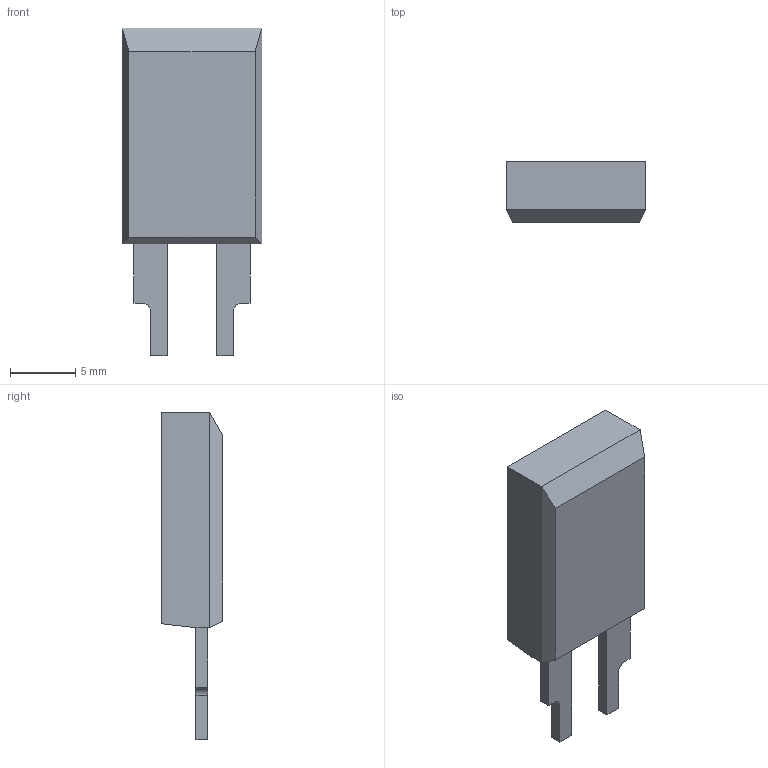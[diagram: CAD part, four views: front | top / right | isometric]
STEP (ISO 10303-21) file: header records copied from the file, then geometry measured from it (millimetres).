
FILE_DESCRIPTION((''),'2;1');
FILE_NAME('RES_CADDOCK_MP2060.stp','2009-06-02T17:06:50',(''),(''),'Mechanical Desktop 2006','Mechanical Desktop 2006',', , ');
FILE_SCHEMA(('AUTOMOTIVE_DESIGN { 1 2 10303 214 0 1 1 1 }'));
Length unit declared in the file: millimetre
Products named in the file (1): Product
Bounding box: 10.67 x 4.71 x 25.12 mm (x, y, z)
Volume: 836.1 mm3; surface area: 684.9 mm2
Topology: 3 solids, 3 shells, 31 faces, 71 edges, 46 vertices
Faces by surface type: plane 27, cylinder 4
Entity records: 911 total; most frequent: CARTESIAN_POINT 149, DIRECTION 143, ORIENTED_EDGE 142, EDGE_CURVE 71, VECTOR 63, LINE 63, VERTEX_POINT 46, AXIS2_PLACEMENT_3D 40
